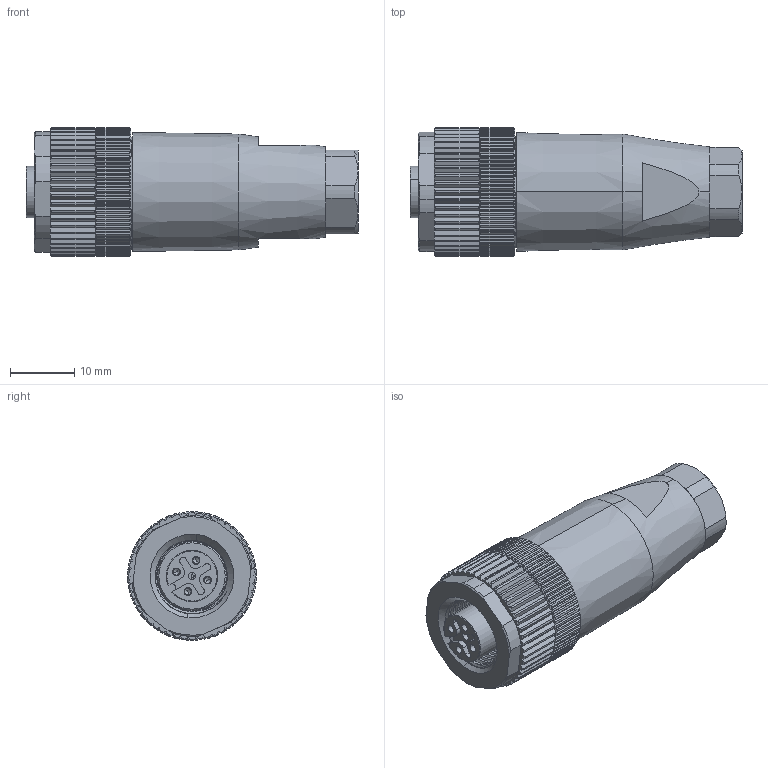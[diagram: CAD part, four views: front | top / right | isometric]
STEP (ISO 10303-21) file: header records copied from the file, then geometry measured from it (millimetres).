
FILE_DESCRIPTION (( 'STEP AP203' ), '1' );
FILE_NAME ('55-00435_revA.STEP', '2024-07-16T00:52:23', ( '' ), ( '' ), 'SwSTEP 2.0', 'SolidWorks 2021', '' );
FILE_SCHEMA (( 'CONFIG_CONTROL_DESIGN' ));
Length unit declared in the file: millimetre
Products named in the file (11): 55-00435-07___; 55-00435-06___; 55-00435-08___; 55-00435-10___; 55-00435-04___; 55-00435-02; 55-00435-05___; 55-00435-01___; 55-00435-03___; 55-00435-09___; 55-00435_revA
Assembly tree (18 placements, depth 2):
  55-00435_revA
    55-00435-01___
    55-00435-02
    55-00435-03___
    55-00435-04___
    55-00435-06___
    55-00435-07___  x5
    55-00435-08___  x5
    55-00435-05___
    55-00435-09___
    55-00435-10___
Bounding box: 51.6 x 20 x 20 mm (x, y, z)
Volume: 8434.3 mm3; surface area: 13892.7 mm2
Topology: 18 solids, 18 shells, 1517 faces, 3936 edges, 2477 vertices
Faces by surface type: plane 544, cylinder 528, cone 382, bspline 31, sphere 20, torus 12
Entity records: 51276 total; most frequent: CARTESIAN_POINT 20464, ORIENTED_EDGE 6504, DIRECTION 5873, EDGE_CURVE 3252, AXIS2_PLACEMENT_3D 2315, VERTEX_POINT 2037, EDGE_LOOP 1329, ADVANCED_FACE 1265
